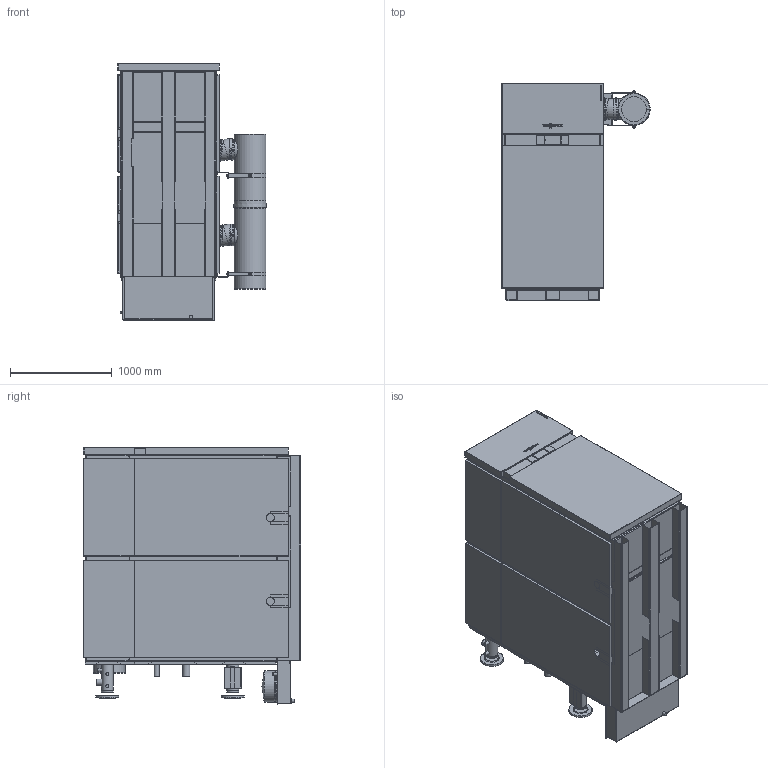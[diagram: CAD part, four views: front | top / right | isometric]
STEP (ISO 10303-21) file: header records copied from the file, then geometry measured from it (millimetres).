
FILE_DESCRIPTION(/* description */ (''),/* implementation_level */ '2;1');
FILE_NAME(/* name */ 'Vitocrossal 300 CA3B-3.5 DF With Combustion Air.stp',/* time_stamp */ '2021-01-11T12:17:19-05:00',/* author */ ('pfid'),/* organization */ (''),/* preprocessor_version */ 'ST-DEVELOPER v18',/* originating_system */ 'Autodesk Inventor 2020',/* authorisation */ '');
FILE_SCHEMA (('AUTOMOTIVE_DESIGN { 1 0 10303 214 3 1 1 }'));
Products named in the file (1): Vitocrossal300 CA3B-3.5 DF-Installation Fittings - Combustion Air Int
ake_Substitute_2
Bounding box: 1456.13 x 2131 x 2525.7 mm (x, y, z)
Volume: 10950167.3 mm3; surface area: 50931567.7 mm2
Topology: 2 solids, 217 shells, 1684 faces, 6742 edges, 5085 vertices
Faces by surface type: plane 1017, cylinder 460, cone 109, bspline 58, torus 33, sphere 7
Full cylindrical faces by diameter (mm): 8 x8, 8.2 x4, 11.63 x4, 13 x4, 16 x15, 29 x5, 30 x1, 31.8 x1, 32 x1, 48.3 x1, 60.3 x1, 73 x1, 114.3 x4, 157.2 x2, 198 x1, 204 x4, 214 x1, 228.6 x2, 308.8 x2, 309 x1, 311 x2
Entity records: 74109 total; most frequent: CARTESIAN_POINT 17935, DIRECTION 11375, ORIENTED_EDGE 9721, EDGE_CURVE 6741, VERTEX_POINT 5085, LINE 4325, VECTOR 4325, AXIS2_PLACEMENT_3D 3525
